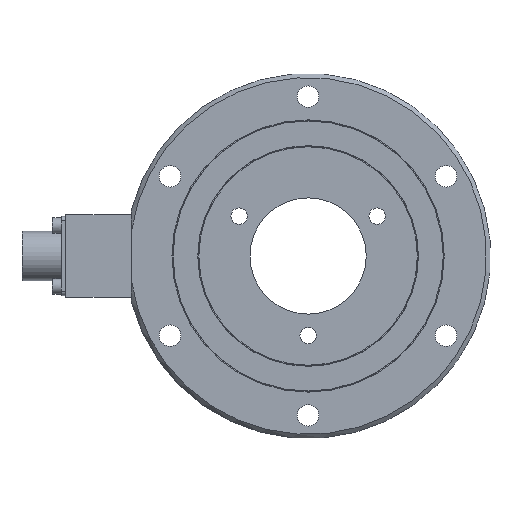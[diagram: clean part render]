
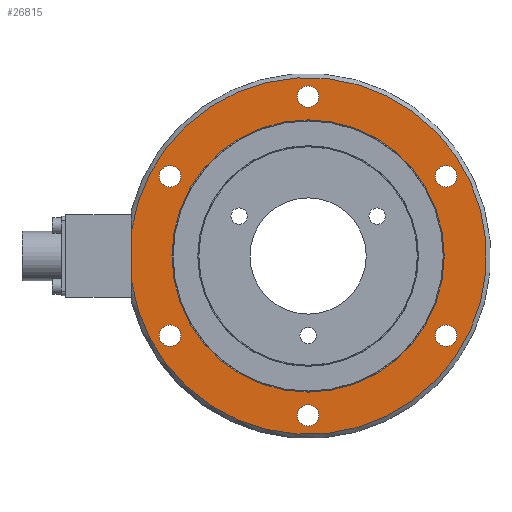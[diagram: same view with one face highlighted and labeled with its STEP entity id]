
A CAD part, front view. The second image highlights one B-rep face of the part: STEP entity #26815.
In plain terms, the highlighted planar face has unit normal (0, -1, 0).
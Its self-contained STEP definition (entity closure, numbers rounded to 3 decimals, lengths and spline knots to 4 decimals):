
#1914=LINE('',#36003,#3840);
#3840=VECTOR('',#30320,0.5876);
#5761=PLANE('',#28367);
#6545=FACE_BOUND('',#8287,.T.);
#6546=FACE_BOUND('',#8288,.T.);
#6547=FACE_BOUND('',#8289,.T.);
#6548=FACE_BOUND('',#8290,.T.);
#6549=FACE_BOUND('',#8291,.T.);
#6550=FACE_BOUND('',#8292,.T.);
#6551=FACE_BOUND('',#8293,.T.);
#6742=FACE_OUTER_BOUND('',#8286,.T.);
#8286=EDGE_LOOP('',(#17482,#17483));
#8287=EDGE_LOOP('',(#17484));
#8288=EDGE_LOOP('',(#17485));
#8289=EDGE_LOOP('',(#17486));
#8290=EDGE_LOOP('',(#17487));
#8291=EDGE_LOOP('',(#17488));
#8292=EDGE_LOOP('',(#17489));
#8293=EDGE_LOOP('',(#17490));
#9936=CIRCLE('',#28349,1.6145);
#9938=CIRCLE('',#28352,2.1155);
#9945=CIRCLE('',#28368,0.128);
#9946=CIRCLE('',#28369,0.128);
#9947=CIRCLE('',#28370,0.128);
#9948=CIRCLE('',#28371,0.128);
#9949=CIRCLE('',#28372,0.128);
#9950=CIRCLE('',#28373,0.128);
#10834=VERTEX_POINT('',#35895);
#10841=VERTEX_POINT('',#35917);
#10842=VERTEX_POINT('',#35921);
#10859=VERTEX_POINT('',#36004);
#10860=VERTEX_POINT('',#36006);
#10861=VERTEX_POINT('',#36008);
#10862=VERTEX_POINT('',#36010);
#10863=VERTEX_POINT('',#36012);
#10864=VERTEX_POINT('',#36014);
#13454=EDGE_CURVE('',#10834,#10834,#9936,.T.);
#13461=EDGE_CURVE('',#10842,#10841,#9938,.T.);
#13481=EDGE_CURVE('',#10841,#10842,#1914,.T.);
#13482=EDGE_CURVE('',#10859,#10859,#9945,.T.);
#13483=EDGE_CURVE('',#10860,#10860,#9946,.T.);
#13484=EDGE_CURVE('',#10861,#10861,#9947,.T.);
#13485=EDGE_CURVE('',#10862,#10862,#9948,.T.);
#13486=EDGE_CURVE('',#10863,#10863,#9949,.T.);
#13487=EDGE_CURVE('',#10864,#10864,#9950,.T.);
#17482=ORIENTED_EDGE('',*,*,#13481,.T.);
#17483=ORIENTED_EDGE('',*,*,#13461,.T.);
#17484=ORIENTED_EDGE('',*,*,#13482,.T.);
#17485=ORIENTED_EDGE('',*,*,#13483,.T.);
#17486=ORIENTED_EDGE('',*,*,#13484,.T.);
#17487=ORIENTED_EDGE('',*,*,#13485,.T.);
#17488=ORIENTED_EDGE('',*,*,#13486,.T.);
#17489=ORIENTED_EDGE('',*,*,#13487,.T.);
#17490=ORIENTED_EDGE('',*,*,#13454,.F.);
#26815=ADVANCED_FACE('',(#6742,#6545,#6546,#6547,#6548,#6549,#6550,#6551),
#5761,.T.);
#28349=AXIS2_PLACEMENT_3D('',#35896,#30278,#30279);
#28352=AXIS2_PLACEMENT_3D('',#35922,#30284,#30285);
#28367=AXIS2_PLACEMENT_3D('',#36002,#30318,#30319);
#28368=AXIS2_PLACEMENT_3D('',#36005,#30321,#30322);
#28369=AXIS2_PLACEMENT_3D('',#36007,#30323,#30324);
#28370=AXIS2_PLACEMENT_3D('',#36009,#30325,#30326);
#28371=AXIS2_PLACEMENT_3D('',#36011,#30327,#30328);
#28372=AXIS2_PLACEMENT_3D('',#36013,#30329,#30330);
#28373=AXIS2_PLACEMENT_3D('',#36015,#30331,#30332);
#30278=DIRECTION('center_axis',(0.,-1.,0.));
#30279=DIRECTION('ref_axis',(1.,0.,0.));
#30284=DIRECTION('center_axis',(0.,-1.,0.));
#30285=DIRECTION('ref_axis',(1.,0.,0.));
#30318=DIRECTION('center_axis',(0.,-1.,0.));
#30319=DIRECTION('ref_axis',(0.,0.,-1.));
#30320=DIRECTION('',(0.,0.,-1.));
#30321=DIRECTION('center_axis',(0.,1.,0.));
#30322=DIRECTION('ref_axis',(0.5,0.,-0.866));
#30323=DIRECTION('center_axis',(0.,1.,0.));
#30324=DIRECTION('ref_axis',(-0.5,0.,-0.866));
#30325=DIRECTION('center_axis',(0.,1.,0.));
#30326=DIRECTION('ref_axis',(-1.,0.,0.));
#30327=DIRECTION('center_axis',(0.,1.,0.));
#30328=DIRECTION('ref_axis',(-0.5,0.,0.866));
#30329=DIRECTION('center_axis',(0.,1.,0.));
#30330=DIRECTION('ref_axis',(0.5,0.,0.866));
#30331=DIRECTION('center_axis',(0.,1.,0.));
#30332=DIRECTION('ref_axis',(1.,0.,0.));
#35895=CARTESIAN_POINT('',(1.9067,-0.2003,0.0283));
#35896=CARTESIAN_POINT('Origin',(0.2922,-0.2003,0.0283));
#35917=CARTESIAN_POINT('',(-1.8028,-0.2003,0.3221));
#35921=CARTESIAN_POINT('',(-1.8028,-0.2003,-0.2654));
#35922=CARTESIAN_POINT('Origin',(0.2922,-0.2003,0.0283));
#36002=CARTESIAN_POINT('Origin',(1.9067,-0.2003,0.0283));
#36003=CARTESIAN_POINT('',(-1.8028,-0.2003,0.0283));
#36004=CARTESIAN_POINT('',(-1.4086,-0.2003,-0.8058));
#36005=CARTESIAN_POINT('Origin',(-1.3446,-0.2003,-0.9167));
#36006=CARTESIAN_POINT('',(-1.2806,-0.2003,1.0842));
#36007=CARTESIAN_POINT('Origin',(-1.3446,-0.2003,0.9733));
#36008=CARTESIAN_POINT('',(0.4202,-0.2003,1.9183));
#36009=CARTESIAN_POINT('Origin',(0.2922,-0.2003,1.9183));
#36010=CARTESIAN_POINT('',(1.9929,-0.2003,0.8625));
#36011=CARTESIAN_POINT('Origin',(1.9289,-0.2003,0.9733));
#36012=CARTESIAN_POINT('',(1.8649,-0.2003,-1.0275));
#36013=CARTESIAN_POINT('Origin',(1.9289,-0.2003,-0.9167));
#36014=CARTESIAN_POINT('',(0.1642,-0.2003,-1.8617));
#36015=CARTESIAN_POINT('Origin',(0.2922,-0.2003,-1.8617));
